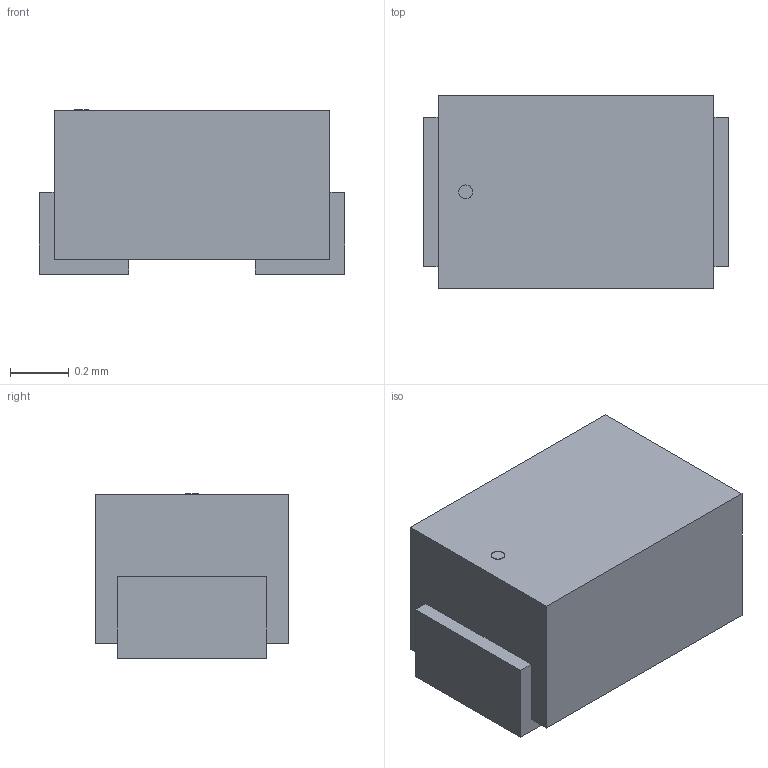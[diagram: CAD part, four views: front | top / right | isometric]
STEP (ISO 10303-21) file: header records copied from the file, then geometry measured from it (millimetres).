
FILE_DESCRIPTION(('CAx-IF Rec.Pracs.---Model Styling and Organization---1.5---2016-08-15','CAx-IF Rec.Pracs.---Geometric and Assembly Validation Properties---4.4---2016-08-17','CAx-IF Rec.Pracs.---User Defined Attributes---1.5---2016-08-15','CAx-IF Rec.Pracs.---External References---2.1---2005-01-19'),'2;1');
FILE_NAME('D_SMD_0402.step','2020-07-20T11:38:44',('Unspecified'),('Unspecified'),'CAD Exchanger 3.8.1 (cadexchanger.com)','Unspecified','');
FILE_SCHEMA(('AUTOMOTIVE_DESIGN { 1 0 10303 214 1 1 1 1 }'));
Length unit declared in the file: millimetre
Products named in the file (1): product
Bounding box: 1.04 x 0.66 x 0.56 mm (x, y, z)
Volume: 0.3 mm3; surface area: 4.2 mm2
Topology: 4 solids, 4 shells, 25 faces, 51 edges, 34 vertices
Faces by surface type: plane 24, cylinder 1
Full cylindrical faces by diameter (mm): 0.047 x1
Entity records: 851 total; most frequent: CARTESIAN_POINT 112, DIRECTION 104, ORIENTED_EDGE 102, EDGE_CURVE 51, LINE 48, VECTOR 48, VERTEX_POINT 34, AXIS2_PLACEMENT_3D 28
